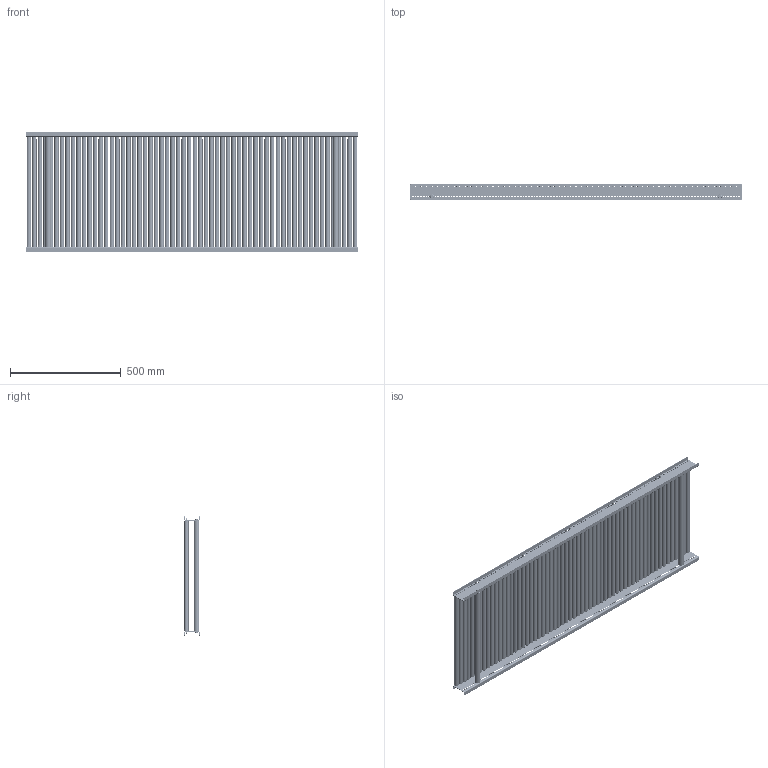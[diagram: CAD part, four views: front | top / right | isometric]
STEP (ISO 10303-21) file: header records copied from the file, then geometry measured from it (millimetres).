
FILE_DESCRIPTION (( 'STEP AP214' ), '1' );
FILE_NAME ('0051461.step', '2021-10-26T13:37:51', ( '' ), ( '' ), 'SwSTEP 2.0', 'SolidWorks 2020', '' );
FILE_SCHEMA (( 'AUTOMOTIVE_DESIGN' ));
Length unit declared in the file: millimetre
Products named in the file (8): Profil_KRB-20x70x20x2_KFG_S100205_U-PROFIL-20-70-20-2-KRB-�20-L=1500; Traversen_KFG_L500; KUT50-20x1,5-STI-A6_FA-EL=KFG_S100911_KUT50-20x1-STI-A6-FA-EL=500; 0039777_Achse-ﾘ06-FA-KFG_L=520 f〉 D20; S100993_Tragrollenrohr-Ø20x1STI_KFG_L=480; S100992_Typ-KUT50-20x1-6; S100994_Sperrzahnschraube_M08x16-8.8-A2K; 0051461
Assembly tree (72 placements, depth 3):
  0051461
    Profil_KRB-20x70x20x2_KFG_S100205_U-PROFIL-20-70-20-2-KRB-�20-L=1500  x2
    KUT50-20x1,5-STI-A6_FA-EL=KFG_S100911_KUT50-20x1-STI-A6-FA-EL=500  x60
      0039777_Achse-ﾘ06-FA-KFG_L=520 f〉 D20
      S100993_Tragrollenrohr-Ø20x1STI_KFG_L=480
      S100992_Typ-KUT50-20x1-6
    Traversen_KFG_L500  x2
    S100994_Sperrzahnschraube_M08x16-8.8-A2K  x4
Bounding box: 1500 x 70.98 x 540 mm (x, y, z)
Volume: 3354725.4 mm3; surface area: 5191977.1 mm2
Topology: 132 solids, 372 shells, 11792 faces, 32376 edges, 20744 vertices
Faces by surface type: cylinder 4488, plane 3840, torus 1936, cone 1528
Entity records: 25763 total; most frequent: DIRECTION 4594, CARTESIAN_POINT 4296, ORIENTED_EDGE 3832, AXIS2_PLACEMENT_3D 1952, EDGE_CURVE 1936, VERTEX_POINT 1270, CIRCLE 1190, EDGE_LOOP 1180
